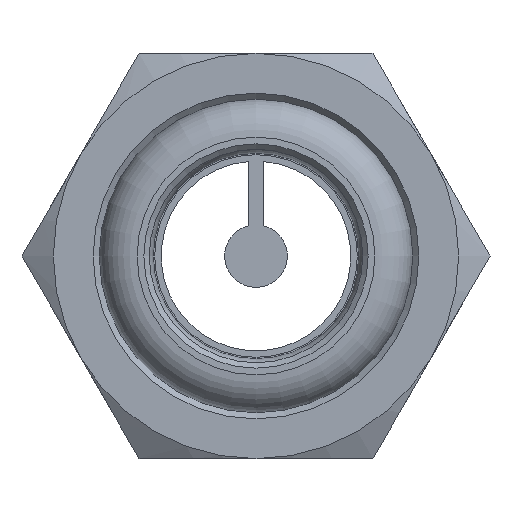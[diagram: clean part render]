
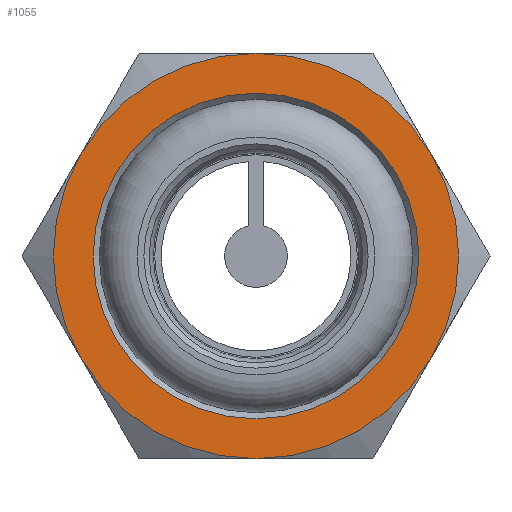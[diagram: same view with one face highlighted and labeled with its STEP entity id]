
A CAD part, left-side view. The second image highlights one B-rep face of the part: STEP entity #1055.
In plain terms, the highlighted planar face has unit normal (-1, 0, 0).
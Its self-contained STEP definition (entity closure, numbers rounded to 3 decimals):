
#157=FACE_OUTER_BOUND($,#300,.T.);
#232=FACE_BOUND($,#301,.T.);
#300=EDGE_LOOP($,(#769,#770,#771,#772,#773,#774));
#301=EDGE_LOOP($,(#775));
#397=CIRCLE($,#1165,12.05);
#399=CIRCLE($,#1169,15.);
#400=CIRCLE($,#1170,15.);
#401=CIRCLE($,#1171,15.);
#402=CIRCLE($,#1172,15.);
#403=CIRCLE($,#1173,15.);
#404=CIRCLE($,#1174,15.);
#506=VERTEX_POINT($,#1682);
#508=VERTEX_POINT($,#1688);
#509=VERTEX_POINT($,#1689);
#510=VERTEX_POINT($,#1691);
#511=VERTEX_POINT($,#1693);
#512=VERTEX_POINT($,#1695);
#513=VERTEX_POINT($,#1697);
#603=EDGE_CURVE($,#506,#506,#397,.T.);
#605=EDGE_CURVE($,#508,#509,#399,.T.);
#606=EDGE_CURVE($,#510,#508,#400,.T.);
#607=EDGE_CURVE($,#511,#510,#401,.T.);
#608=EDGE_CURVE($,#512,#511,#402,.T.);
#609=EDGE_CURVE($,#513,#512,#403,.T.);
#610=EDGE_CURVE($,#509,#513,#404,.T.);
#769=ORIENTED_EDGE($,*,*,#605,.F.);
#770=ORIENTED_EDGE($,*,*,#606,.F.);
#771=ORIENTED_EDGE($,*,*,#607,.F.);
#772=ORIENTED_EDGE($,*,*,#608,.F.);
#773=ORIENTED_EDGE($,*,*,#609,.F.);
#774=ORIENTED_EDGE($,*,*,#610,.F.);
#775=ORIENTED_EDGE($,*,*,#603,.F.);
#978=PLANE($,#1168);
#1055=ADVANCED_FACE($,(#157,#232),#978,.T.);
#1165=AXIS2_PLACEMENT_3D($,#1683,#1376,#1377);
#1168=AXIS2_PLACEMENT_3D($,#1687,#1382,#1383);
#1169=AXIS2_PLACEMENT_3D($,#1690,#1384,#1385);
#1170=AXIS2_PLACEMENT_3D($,#1692,#1386,#1387);
#1171=AXIS2_PLACEMENT_3D($,#1694,#1388,#1389);
#1172=AXIS2_PLACEMENT_3D($,#1696,#1390,#1391);
#1173=AXIS2_PLACEMENT_3D($,#1698,#1392,#1393);
#1174=AXIS2_PLACEMENT_3D($,#1699,#1394,#1395);
#1376=DIRECTION('center_axis',(-1.,0.,0.));
#1377=DIRECTION('ref_axis',(0.,0.,1.));
#1382=DIRECTION('center_axis',(-1.,0.,0.));
#1383=DIRECTION('ref_axis',(0.,0.,1.));
#1384=DIRECTION('center_axis',(1.,0.,0.));
#1385=DIRECTION('ref_axis',(0.,1.,0.));
#1386=DIRECTION('center_axis',(1.,0.,0.));
#1387=DIRECTION('ref_axis',(0.,1.,0.));
#1388=DIRECTION('center_axis',(1.,0.,0.));
#1389=DIRECTION('ref_axis',(0.,1.,0.));
#1390=DIRECTION('center_axis',(1.,0.,0.));
#1391=DIRECTION('ref_axis',(0.,1.,0.));
#1392=DIRECTION('center_axis',(1.,0.,0.));
#1393=DIRECTION('ref_axis',(0.,1.,0.));
#1394=DIRECTION('center_axis',(1.,0.,0.));
#1395=DIRECTION('ref_axis',(0.,1.,0.));
#1682=CARTESIAN_POINT('',(0.,0.,-12.05));
#1683=CARTESIAN_POINT('Origin',(0.,0.,
0.));
#1687=CARTESIAN_POINT('Origin',(0.,7.5,0.));
#1688=CARTESIAN_POINT('',(0.,12.99,7.5));
#1689=CARTESIAN_POINT('',(0.,0.,
15.));
#1690=CARTESIAN_POINT('Origin',(0.,0.,
0.));
#1691=CARTESIAN_POINT('',(0.,12.99,-7.5));
#1692=CARTESIAN_POINT('Origin',(0.,0.,
0.));
#1693=CARTESIAN_POINT('',(0.,0.,
-15.));
#1694=CARTESIAN_POINT('Origin',(0.,0.,
0.));
#1695=CARTESIAN_POINT('',(0.,-12.99,-7.5));
#1696=CARTESIAN_POINT('Origin',(0.,0.,
0.));
#1697=CARTESIAN_POINT('',(0.,-12.99,7.5));
#1698=CARTESIAN_POINT('Origin',(0.,0.,
0.));
#1699=CARTESIAN_POINT('Origin',(0.,0.,
0.));
